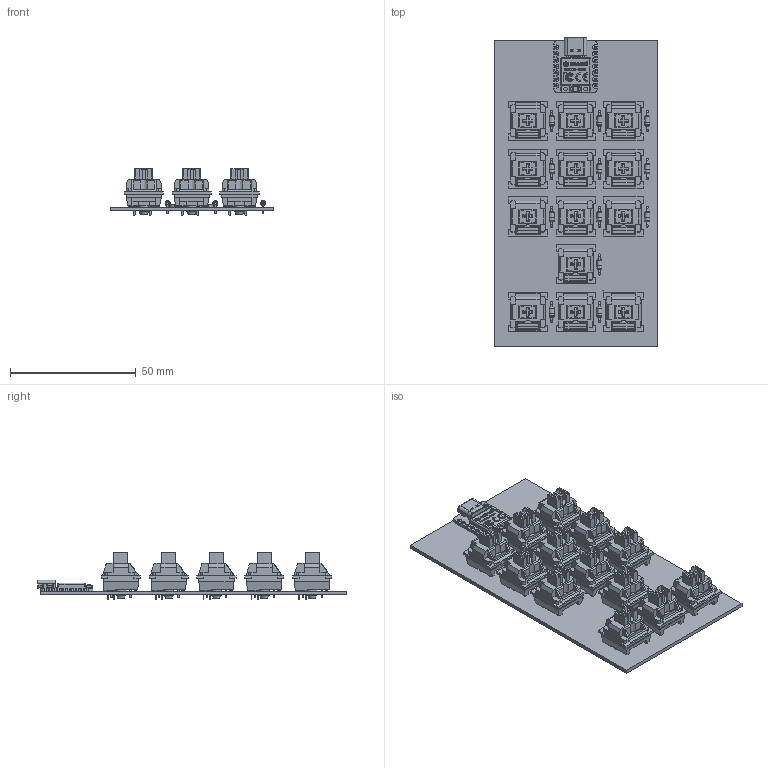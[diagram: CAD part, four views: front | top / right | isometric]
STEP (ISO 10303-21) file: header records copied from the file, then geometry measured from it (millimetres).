
FILE_DESCRIPTION(/* description */ (''),/* implementation_level */ '2;1');
FILE_NAME(/* name */ 'ArrowPad PCB.step',/* time_stamp */ '2025-08-31T00:51:30+01:00',/* author */ (''),/* organization */ (''),/* preprocessor_version */ 'ST-DEVELOPER v20.1',/* originating_system */ 'Autodesk Translation Framework v14.10.0.0',/* authorisation */ '');
FILE_SCHEMA (('AUTOMOTIVE_DESIGN { 1 0 10303 214 3 1 1 }'));
Length unit declared in the file: millimetre
Products named in the file (18): ArrowPad PCB; ArrowPad_PCB; REDragon-MX-ZT02; Body; Button; Pins; D_DO-35_SOD27_P7.62mm_Horizontal; Seeed Studio XIAO RP2040; main; type-c v2; smd_button v3; SK6805-2.4x2.7 v1; Shell; DOUT; DIN; VSS; VDD; smd_button v3(Mirror)
Assembly tree (40 placements, depth 5):
  ArrowPad PCB
    D_DO-35_SOD27_P7.62mm_Horizontal  x12
    REDragon-MX-ZT02  x13
      Body
      Button
      Pins
    ArrowPad_PCB
    Seeed Studio XIAO RP2040
      main
        type-c v2
        smd_button v3
        SK6805-2.4x2.7 v1
          Shell
          DOUT
          DIN
          VSS
          VDD
        smd_button v3(Mirror)
Bounding box: 65 x 122.96 x 18.7 mm (x, y, z)
Volume: 35212.3 mm3; surface area: 39078.5 mm2
Topology: 160 solids, 160 shells, 3754 faces, 9623 edges, 6295 vertices
Faces by surface type: plane 2971, cylinder 509, bspline 185, torus 60, cone 19, sphere 10
Full cylindrical faces by diameter (mm): 0.3 x6, 0.4 x1, 0.5 x38, 0.8 x38, 0.889 x14, 1 x26, 1.5 x28, 1.7 x26, 2 x25, 2.02 x12, 3.8 x13, 4 x13
Entity records: 48889 total; most frequent: CARTESIAN_POINT 10567, ORIENTED_EDGE 7862, DIRECTION 7068, EDGE_CURVE 3931, LINE 2904, VECTOR 2904, VERTEX_POINT 2581, AXIS2_PLACEMENT_3D 2082
